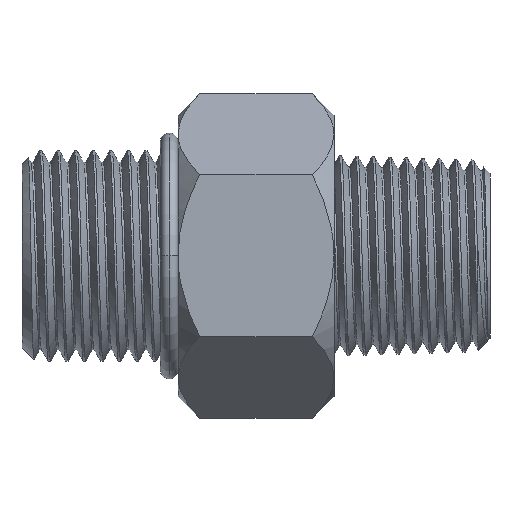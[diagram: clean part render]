
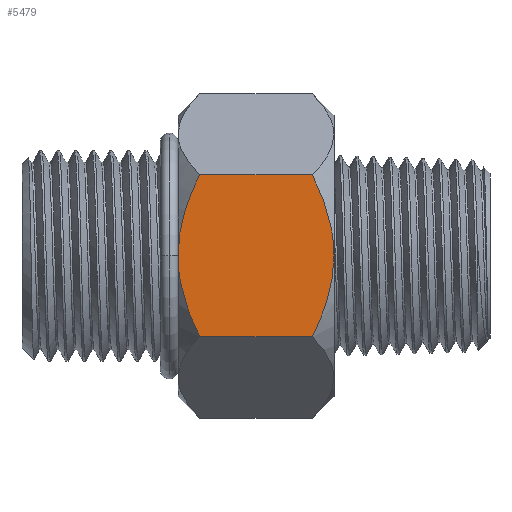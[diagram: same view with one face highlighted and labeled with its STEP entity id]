
A CAD part, top view. The second image highlights one B-rep face of the part: STEP entity #5479.
In plain terms, the highlighted planar face has unit normal (0, 0, 1).
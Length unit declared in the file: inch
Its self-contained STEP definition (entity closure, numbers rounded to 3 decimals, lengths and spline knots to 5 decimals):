
#49 = VERTEX_POINT ( 'NONE', #1151 ) ;
#319 = B_SPLINE_CURVE_WITH_KNOTS ( 'NONE', 3,
 ( #6495, #6627, #4342, #4251, #10939, #13139, #1019, #14099 ),
 .UNSPECIFIED., .F., .F.,
 ( 4, 2, 2, 4 ),
 ( 0.00728, 0.00907, 0.01087, 0.01446 ),
 .UNSPECIFIED. ) ;
#374 = CARTESIAN_POINT ( 'NONE',  ( 0.25362, -0.09473, 0.47244 ) ) ;
#407 = CARTESIAN_POINT ( 'NONE',  ( -0.2602, -0.04782, 0.47244 ) ) ;
#458 = CARTESIAN_POINT ( 'NONE',  ( -0.20986, -0.22997, 0.47244 ) ) ;
#765 = EDGE_CURVE ( 'NONE', #5450, #12243, #10247, .T. ) ;
#864 = CARTESIAN_POINT ( 'NONE',  ( 0.18938, 0.27276, 0.47244 ) ) ;
#1019 = CARTESIAN_POINT ( 'NONE',  ( 0.26247, 0.04791, 0.47244 ) ) ;
#1030 = ORIENTED_EDGE ( 'NONE', *, *, #2563, .F. ) ;
#1054 = CARTESIAN_POINT ( 'NONE',  ( 0.26247, 0., 0.47244 ) ) ;
#1151 = CARTESIAN_POINT ( 'NONE',  ( -0.18938, 0.27276, 0.47244 ) ) ;
#1350 = CARTESIAN_POINT ( 'NONE',  ( -0.26201, -0.02402, 0.47244 ) ) ;
#1468 = CARTESIAN_POINT ( 'NONE',  ( 0.2602, -0.04782, 0.47244 ) ) ;
#1534 = VERTEX_POINT ( 'NONE', #864 ) ;
#1622 = B_SPLINE_CURVE_WITH_KNOTS ( 'NONE', 3,
 ( #1833, #6112, #10478, #3915, #2926, #9300, #5019, #12634 ),
 .UNSPECIFIED., .F., .F.,
 ( 4, 2, 2, 4 ),
 ( 0.0195, 0.02309, 0.02488, 0.02667 ),
 .UNSPECIFIED. ) ;
#1833 = CARTESIAN_POINT ( 'NONE',  ( -0.26247, 0., 0.47244 ) ) ;
#2276 = EDGE_LOOP ( 'NONE', ( #1030, #2961, #2898, #8577, #11751, #5785 ) ) ;
#2563 = EDGE_CURVE ( 'NONE', #1534, #5185, #319, .T. ) ;
#2567 = DIRECTION ( 'NONE',  ( 0., 0., -1. ) ) ;
#2898 = ORIENTED_EDGE ( 'NONE', *, *, #4654, .F. ) ;
#2926 = CARTESIAN_POINT ( 'NONE',  ( -0.22758, 0.18597, 0.47244 ) ) ;
#2961 = ORIENTED_EDGE ( 'NONE', *, *, #12870, .T. ) ;
#3242 = CARTESIAN_POINT ( 'NONE',  ( -0.18938, -0.27276, 0.47244 ) ) ;
#3393 = B_SPLINE_CURVE_WITH_KNOTS ( 'NONE', 3,
 ( #12307, #13405, #5648, #1468, #6892, #374, #7978, #6701, #12464, #5943, #10268, #10212 ),
 .UNSPECIFIED., .F., .F.,
 ( 4, 2, 2, 2, 2, 4 ),
 ( 0.01446, 0.01536, 0.01626, 0.01805, 0.01984, 0.02164 ),
 .UNSPECIFIED. ) ;
#3652 = DIRECTION ( 'NONE',  ( -1., 0., 0. ) ) ;
#3915 = CARTESIAN_POINT ( 'NONE',  ( -0.23555, 0.16323, 0.47244 ) ) ;
#4077 = CARTESIAN_POINT ( 'NONE',  ( -0.26247, 0., 0.47244 ) ) ;
#4251 = CARTESIAN_POINT ( 'NONE',  ( 0.22758, 0.18597, 0.47244 ) ) ;
#4342 = CARTESIAN_POINT ( 'NONE',  ( 0.20979, 0.23012, 0.47244 ) ) ;
#4654 = EDGE_CURVE ( 'NONE', #12243, #49, #1622, .T. ) ;
#4725 = CARTESIAN_POINT ( 'NONE',  ( -0.23554, -0.16322, 0.47244 ) ) ;
#4880 = AXIS2_PLACEMENT_3D ( 'NONE', #6794, #2567, #3652 ) ;
#5019 = CARTESIAN_POINT ( 'NONE',  ( -0.19994, 0.25164, 0.47244 ) ) ;
#5185 = VERTEX_POINT ( 'NONE', #1054 ) ;
#5450 = VERTEX_POINT ( 'NONE', #3242 ) ;
#5479 = ADVANCED_FACE ( 'NONE', ( #10527 ), #12205, .F. ) ;
#5508 = CARTESIAN_POINT ( 'NONE',  ( 0.18938, -0.27276, 0.47244 ) ) ;
#5648 = CARTESIAN_POINT ( 'NONE',  ( 0.26201, -0.02402, 0.47244 ) ) ;
#5785 = ORIENTED_EDGE ( 'NONE', *, *, #8128, .F. ) ;
#5824 = CARTESIAN_POINT ( 'NONE',  ( -0.26247, 0., 0.47244 ) ) ;
#5877 = CARTESIAN_POINT ( 'NONE',  ( -0.19995, -0.25162, 0.47244 ) ) ;
#5921 = VECTOR ( 'NONE', #9669, 39.37008 ) ;
#5925 = CARTESIAN_POINT ( 'NONE',  ( -0.25886, -0.05961, 0.47244 ) ) ;
#5943 = CARTESIAN_POINT ( 'NONE',  ( 0.20986, -0.22997, 0.47244 ) ) ;
#6112 = CARTESIAN_POINT ( 'NONE',  ( -0.26247, 0.04791, 0.47244 ) ) ;
#6495 = CARTESIAN_POINT ( 'NONE',  ( 0.18938, 0.27276, 0.47244 ) ) ;
#6627 = CARTESIAN_POINT ( 'NONE',  ( 0.19994, 0.25164, 0.47244 ) ) ;
#6701 = CARTESIAN_POINT ( 'NONE',  ( 0.23554, -0.16322, 0.47244 ) ) ;
#6794 = CARTESIAN_POINT ( 'NONE',  ( 0.26247, 0.27276, 0.47244 ) ) ;
#6892 = CARTESIAN_POINT ( 'NONE',  ( 0.25886, -0.05961, 0.47244 ) ) ;
#7021 = CARTESIAN_POINT ( 'NONE',  ( -0.18938, -0.27276, 0.47244 ) ) ;
#7443 = CARTESIAN_POINT ( 'NONE',  ( 0.26247, -0.27276, 0.47244 ) ) ;
#7909 = CARTESIAN_POINT ( 'NONE',  ( -0.26247, -0.01196, 0.47244 ) ) ;
#7956 = LINE ( 'NONE', #7443, #5921 ) ;
#7978 = CARTESIAN_POINT ( 'NONE',  ( 0.2485, -0.11777, 0.47244 ) ) ;
#8062 = CARTESIAN_POINT ( 'NONE',  ( -0.22771, -0.18564, 0.47244 ) ) ;
#8128 = EDGE_CURVE ( 'NONE', #5185, #11306, #3393, .T. ) ;
#8488 = EDGE_CURVE ( 'NONE', #11306, #5450, #7956, .T. ) ;
#8577 = ORIENTED_EDGE ( 'NONE', *, *, #765, .F. ) ;
#9109 = CARTESIAN_POINT ( 'NONE',  ( -0.25362, -0.09473, 0.47244 ) ) ;
#9204 = CARTESIAN_POINT ( 'NONE',  ( 0.26247, 0.27276, 0.47244 ) ) ;
#9300 = CARTESIAN_POINT ( 'NONE',  ( -0.20979, 0.23012, 0.47244 ) ) ;
#9669 = DIRECTION ( 'NONE',  ( -1., 0., 0. ) ) ;
#10212 = CARTESIAN_POINT ( 'NONE',  ( 0.18938, -0.27276, 0.47244 ) ) ;
#10247 = B_SPLINE_CURVE_WITH_KNOTS ( 'NONE', 3,
 ( #7021, #5877, #458, #8062, #4725, #12443, #9109, #5925, #407, #1350, #7909, #5824 ),
 .UNSPECIFIED., .F., .F.,
 ( 4, 2, 2, 2, 2, 4 ),
 ( 0.01235, 0.01414, 0.01593, 0.01772, 0.01861, 0.0195 ),
 .UNSPECIFIED. ) ;
#10268 = CARTESIAN_POINT ( 'NONE',  ( 0.19995, -0.25162, 0.47244 ) ) ;
#10478 = CARTESIAN_POINT ( 'NONE',  ( -0.25509, 0.0946, 0.47244 ) ) ;
#10527 = FACE_OUTER_BOUND ( 'NONE', #2276, .T. ) ;
#10891 = VECTOR ( 'NONE', #13331, 39.37008 ) ;
#10939 = CARTESIAN_POINT ( 'NONE',  ( 0.23555, 0.16323, 0.47244 ) ) ;
#11306 = VERTEX_POINT ( 'NONE', #5508 ) ;
#11751 = ORIENTED_EDGE ( 'NONE', *, *, #8488, .F. ) ;
#12205 = PLANE ( 'NONE',  #4880 ) ;
#12243 = VERTEX_POINT ( 'NONE', #4077 ) ;
#12307 = CARTESIAN_POINT ( 'NONE',  ( 0.26247, 0., 0.47244 ) ) ;
#12443 = CARTESIAN_POINT ( 'NONE',  ( -0.2485, -0.11777, 0.47244 ) ) ;
#12464 = CARTESIAN_POINT ( 'NONE',  ( 0.22771, -0.18564, 0.47244 ) ) ;
#12634 = CARTESIAN_POINT ( 'NONE',  ( -0.18938, 0.27276, 0.47244 ) ) ;
#12870 = EDGE_CURVE ( 'NONE', #1534, #49, #13815, .T. ) ;
#13139 = CARTESIAN_POINT ( 'NONE',  ( 0.25509, 0.0946, 0.47244 ) ) ;
#13331 = DIRECTION ( 'NONE',  ( -1., 0., 0. ) ) ;
#13405 = CARTESIAN_POINT ( 'NONE',  ( 0.26247, -0.01196, 0.47244 ) ) ;
#13815 = LINE ( 'NONE', #9204, #10891 ) ;
#14099 = CARTESIAN_POINT ( 'NONE',  ( 0.26247, 0., 0.47244 ) ) ;
